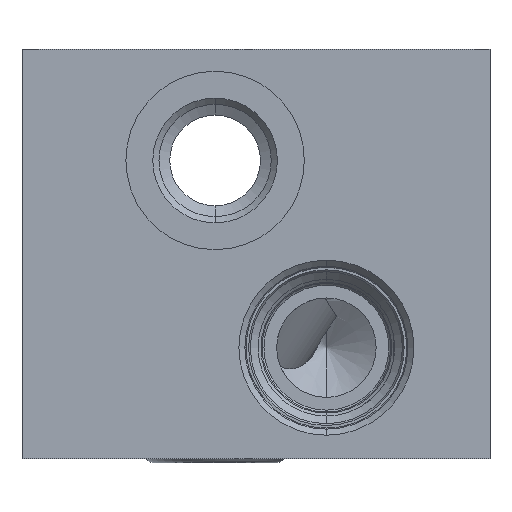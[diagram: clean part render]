
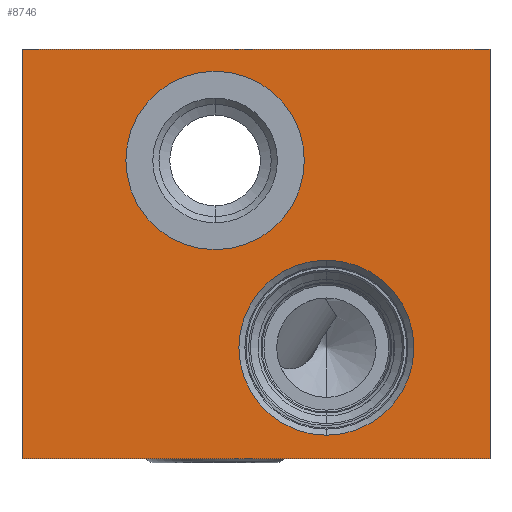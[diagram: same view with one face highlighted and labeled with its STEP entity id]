
A CAD part, front view. The second image highlights one B-rep face of the part: STEP entity #8746.
In plain terms, the highlighted planar face has unit normal (0, -1, 0).
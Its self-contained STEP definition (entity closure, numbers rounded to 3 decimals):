
#98 = EDGE_LOOP ( 'NONE', ( #4568, #1313 ) ) ;
#173 = CARTESIAN_POINT ( 'NONE',  ( -5.55, -47.65, 0.595 ) ) ;
#338 = VERTEX_POINT ( 'NONE', #18448 ) ;
#697 = CIRCLE ( 'NONE', #4835, 12.105 ) ;
#1133 = EDGE_CURVE ( 'NONE', #2187, #2326, #10650, .T. ) ;
#1313 = ORIENTED_EDGE ( 'NONE', *, *, #3861, .T. ) ;
#1321 = ORIENTED_EDGE ( 'NONE', *, *, #8070, .F. ) ;
#1366 = AXIS2_PLACEMENT_3D ( 'NONE', #11110, #14061, #9738 ) ;
#1384 = AXIS2_PLACEMENT_3D ( 'NONE', #9698, #14145, #5333 ) ;
#1894 = CARTESIAN_POINT ( 'NONE',  ( -31.75, -47.65, -27.8 ) ) ;
#2187 = VERTEX_POINT ( 'NONE', #14469 ) ;
#2293 = VECTOR ( 'NONE', #7655, 1000. ) ;
#2326 = VERTEX_POINT ( 'NONE', #173 ) ;
#2344 = CIRCLE ( 'NONE', #1366, 11.875 ) ;
#2809 = DIRECTION ( 'NONE',  ( 0., 0., -1. ) ) ;
#2956 = EDGE_CURVE ( 'NONE', #13031, #4953, #6212, .T. ) ;
#3030 = CARTESIAN_POINT ( 'NONE',  ( -31.75, -47.65, 27.8 ) ) ;
#3071 = DIRECTION ( 'NONE',  ( 0., 0., 1. ) ) ;
#3268 = CARTESIAN_POINT ( 'NONE',  ( -31.75, -47.65, 27.8 ) ) ;
#3429 = CARTESIAN_POINT ( 'NONE',  ( -5.55, -47.65, 12.7 ) ) ;
#3505 = CARTESIAN_POINT ( 'NONE',  ( 9.55, -47.65, -24.575 ) ) ;
#3827 = ORIENTED_EDGE ( 'NONE', *, *, #7528, .F. ) ;
#3861 = EDGE_CURVE ( 'NONE', #338, #13636, #8880, .T. ) ;
#4161 = LINE ( 'NONE', #3030, #11548 ) ;
#4568 = ORIENTED_EDGE ( 'NONE', *, *, #6657, .T. ) ;
#4835 = AXIS2_PLACEMENT_3D ( 'NONE', #8752, #14794, #2809 ) ;
#4867 = FACE_BOUND ( 'NONE', #98, .T. ) ;
#4953 = VERTEX_POINT ( 'NONE', #7696 ) ;
#5118 = DIRECTION ( 'NONE',  ( 0., 0., -1. ) ) ;
#5333 = DIRECTION ( 'NONE',  ( 0., 0., 1. ) ) ;
#5945 = AXIS2_PLACEMENT_3D ( 'NONE', #3429, #6328, #16514 ) ;
#6185 = CARTESIAN_POINT ( 'NONE',  ( -31.75, -47.65, -27.8 ) ) ;
#6212 = LINE ( 'NONE', #6185, #2293 ) ;
#6328 = DIRECTION ( 'NONE',  ( 0., -1., 0. ) ) ;
#6657 = EDGE_CURVE ( 'NONE', #13636, #338, #2344, .T. ) ;
#7455 = EDGE_LOOP ( 'NONE', ( #10521, #3827, #16918, #1321 ) ) ;
#7471 = DIRECTION ( 'NONE',  ( 1., 0., 0. ) ) ;
#7528 = EDGE_CURVE ( 'NONE', #9750, #13031, #13661, .T. ) ;
#7655 = DIRECTION ( 'NONE',  ( 0., 0., 1. ) ) ;
#7696 = CARTESIAN_POINT ( 'NONE',  ( -31.75, -47.65, 27.8 ) ) ;
#7846 = FACE_OUTER_BOUND ( 'NONE', #7455, .T. ) ;
#8070 = EDGE_CURVE ( 'NONE', #4953, #8844, #4161, .T. ) ;
#8746 = ADVANCED_FACE ( 'NONE', ( #4867, #7846, #12711 ), #9205, .F. ) ;
#8752 = CARTESIAN_POINT ( 'NONE',  ( -5.55, -47.65, 12.7 ) ) ;
#8844 = VERTEX_POINT ( 'NONE', #9340 ) ;
#8880 = CIRCLE ( 'NONE', #1384, 11.875 ) ;
#9205 = PLANE ( 'NONE',  #11053 ) ;
#9340 = CARTESIAN_POINT ( 'NONE',  ( 31.75, -47.65, 27.8 ) ) ;
#9698 = CARTESIAN_POINT ( 'NONE',  ( 9.55, -47.65, -12.7 ) ) ;
#9727 = VECTOR ( 'NONE', #12224, 1000. ) ;
#9738 = DIRECTION ( 'NONE',  ( 0., 0., 1. ) ) ;
#9750 = VERTEX_POINT ( 'NONE', #17737 ) ;
#10521 = ORIENTED_EDGE ( 'NONE', *, *, #2956, .F. ) ;
#10635 = DIRECTION ( 'NONE',  ( 0., 1., 0. ) ) ;
#10650 = CIRCLE ( 'NONE', #5945, 12.105 ) ;
#10671 = VECTOR ( 'NONE', #5118, 1000. ) ;
#10879 = ORIENTED_EDGE ( 'NONE', *, *, #1133, .F. ) ;
#11053 = AXIS2_PLACEMENT_3D ( 'NONE', #3268, #10635, #3071 ) ;
#11110 = CARTESIAN_POINT ( 'NONE',  ( 9.55, -47.65, -12.7 ) ) ;
#11548 = VECTOR ( 'NONE', #7471, 1000. ) ;
#11864 = ORIENTED_EDGE ( 'NONE', *, *, #16921, .F. ) ;
#12224 = DIRECTION ( 'NONE',  ( -1., 0., 0. ) ) ;
#12416 = EDGE_LOOP ( 'NONE', ( #11864, #10879 ) ) ;
#12711 = FACE_BOUND ( 'NONE', #12416, .T. ) ;
#13031 = VERTEX_POINT ( 'NONE', #14527 ) ;
#13636 = VERTEX_POINT ( 'NONE', #3505 ) ;
#13661 = LINE ( 'NONE', #1894, #9727 ) ;
#13929 = CARTESIAN_POINT ( 'NONE',  ( 31.75, -47.65, -27.8 ) ) ;
#14061 = DIRECTION ( 'NONE',  ( 0., 1., 0. ) ) ;
#14145 = DIRECTION ( 'NONE',  ( 0., 1., 0. ) ) ;
#14469 = CARTESIAN_POINT ( 'NONE',  ( -5.55, -47.65, 24.805 ) ) ;
#14527 = CARTESIAN_POINT ( 'NONE',  ( -31.75, -47.65, -27.8 ) ) ;
#14794 = DIRECTION ( 'NONE',  ( 0., -1., 0. ) ) ;
#15198 = EDGE_CURVE ( 'NONE', #8844, #9750, #15265, .T. ) ;
#15265 = LINE ( 'NONE', #13929, #10671 ) ;
#16514 = DIRECTION ( 'NONE',  ( 0., 0., -1. ) ) ;
#16918 = ORIENTED_EDGE ( 'NONE', *, *, #15198, .F. ) ;
#16921 = EDGE_CURVE ( 'NONE', #2326, #2187, #697, .T. ) ;
#17737 = CARTESIAN_POINT ( 'NONE',  ( 31.75, -47.65, -27.8 ) ) ;
#18448 = CARTESIAN_POINT ( 'NONE',  ( 9.55, -47.65, -0.825 ) ) ;
